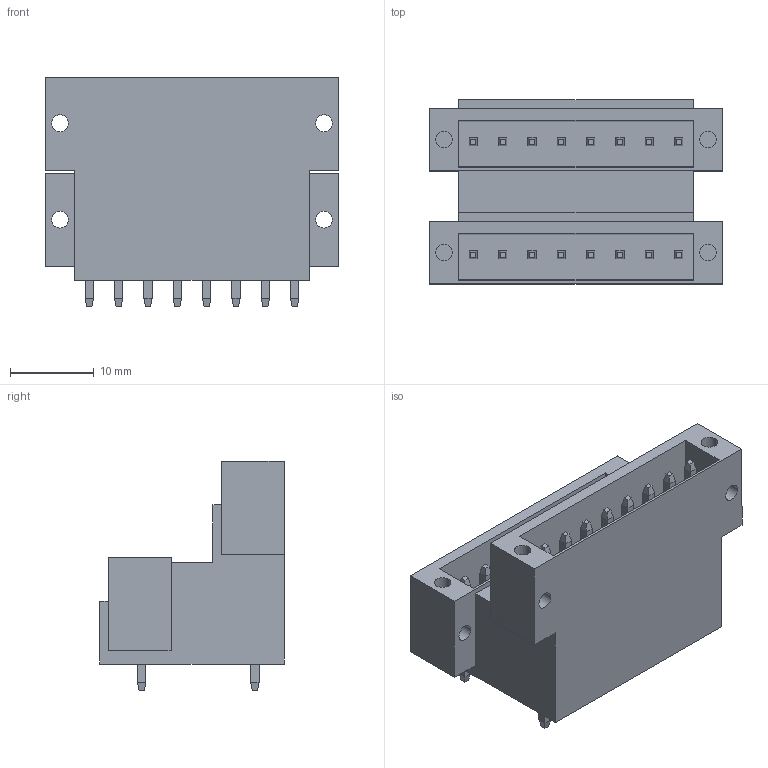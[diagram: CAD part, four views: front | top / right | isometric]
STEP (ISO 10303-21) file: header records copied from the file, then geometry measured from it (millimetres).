
FILE_DESCRIPTION(('CATIA V5 STEP Exchange','CAx-IF Rec.Pracs.--- Model Styling and Organization---1.2---2011-12-15'),'2;1');
FILE_NAME ('6650282_2_1641270000_1641270000.stp','2018-11-10T06:47:36+00:00',('none'),('Weidmueller'),'CATIA Version 5-6 Release 2014','CATIA V5 STEP AP214','none');
FILE_SCHEMA(('AUTOMOTIVE_DESIGN { 1 0 10303 214 1 1 1 1 }'));
Length unit declared in the file: millimetre
Products named in the file (1): 1641270000
Bounding box: 35 x 22 x 27.4 mm (x, y, z)
Volume: 8826.1 mm3; surface area: 7237.6 mm2
Topology: 17 solids, 17 shells, 352 faces, 796 edges, 488 vertices
Faces by surface type: plane 328, cylinder 24
Entity records: 8431 total; most frequent: ORIENTED_EDGE 1592, CARTESIAN_POINT 1567, DIRECTION 976, EDGE_CURVE 796, VECTOR 620, LINE 620, VERTEX_POINT 488, EDGE_LOOP 402
